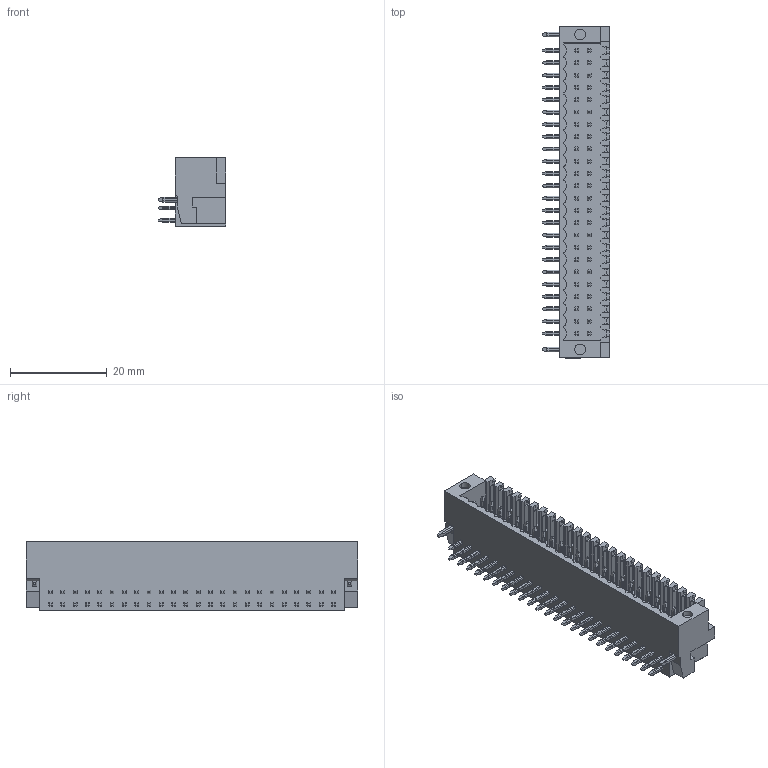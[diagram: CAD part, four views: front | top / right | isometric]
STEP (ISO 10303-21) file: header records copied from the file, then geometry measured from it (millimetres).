
FILE_DESCRIPTION((''),'2;1');
FILE_NAME('TLPHDW-020R','2024-10-17T13:33:47',('tluser'),(''),'CREO PARAMETRIC BY PTC INC, 2018100','CREO PARAMETRIC BY PTC INC, 2018100','');
FILE_SCHEMA(('CONFIG_CONTROL_DESIGN'));
Length unit declared in the file: millimetre
Products named in the file (1): TLPHDW-020R
Bounding box: 14 x 68.52 x 14.2 mm (x, y, z)
Volume: 6524.3 mm3; surface area: 6037.8 mm2
Topology: 1 solids, 1 shells, 1874 faces, 5268 edges, 3492 vertices
Faces by surface type: plane 1440, cylinder 430, torus 4
Entity records: 61209 total; most frequent: CARTESIAN_POINT 13885, ORIENTED_EDGE 10536, DIRECTION 8672, EDGE_CURVE 5268, VECTOR 4004, LINE 4004, VERTEX_POINT 3492, AXIS2_PLACEMENT_3D 2334
